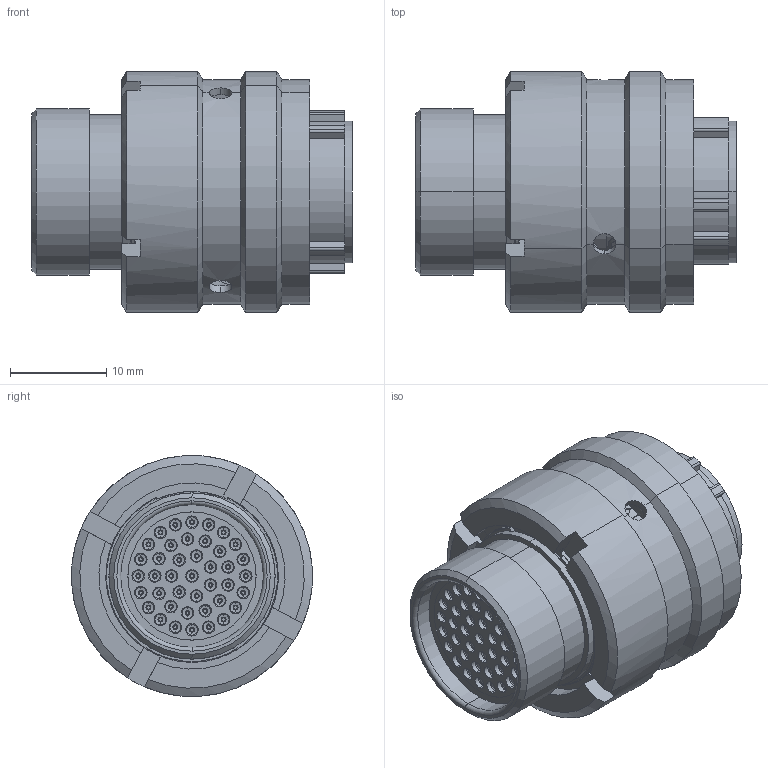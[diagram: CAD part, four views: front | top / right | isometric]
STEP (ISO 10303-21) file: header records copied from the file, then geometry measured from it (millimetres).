
FILE_DESCRIPTION (( 'STEP AP214' ), '1' );
FILE_NAME ('ASDD612-41SC.STEP', '2013-06-13T13:20:18', ( 'TE Connectivity' ), ( 'TE Connectivity' ), 'SwSTEP 2.0', 'SolidWorks 2011', '' );
FILE_SCHEMA (( 'AUTOMOTIVE_DESIGN' ));
Length unit declared in the file: inch
Products named in the file (1): ASDD612-41SC
Bounding box: 33.37 x 25.08 x 25.08 mm (x, y, z)
Volume: 8267.9 mm3; surface area: 13285.2 mm2
Topology: 11 solids, 11 shells, 1615 faces, 3871 edges, 2332 vertices
Faces by surface type: cylinder 525, torus 420, plane 397, cone 258, bspline 15
Entity records: 73511 total; most frequent: CARTESIAN_POINT 15195, DIRECTION 8033, ORIENTED_EDGE 7742, EDGE_CURVE 3871, AXIS2_PLACEMENT_3D 3487, VERTEX_POINT 2332, CIRCLE 1886, EDGE_LOOP 1847
